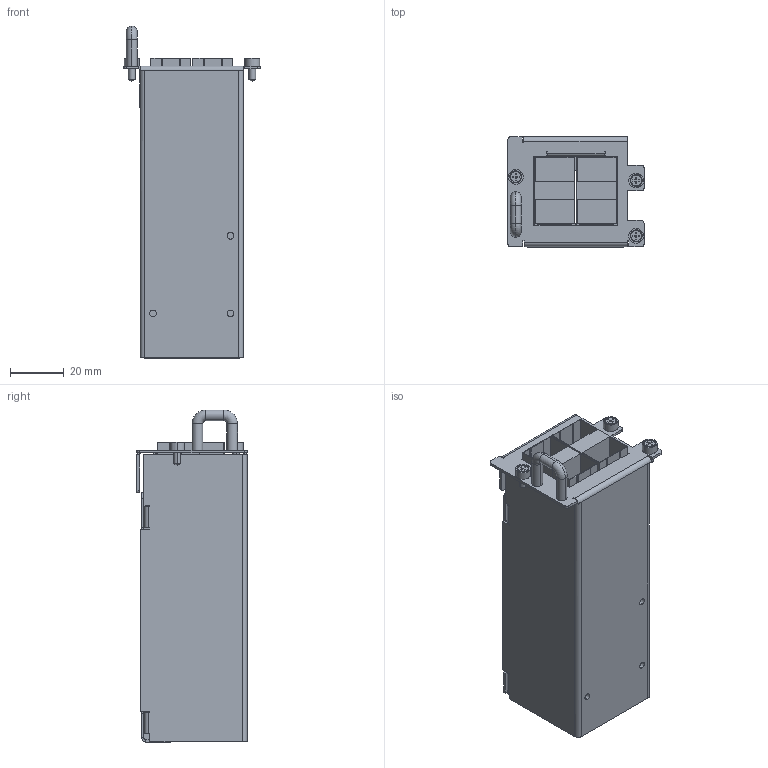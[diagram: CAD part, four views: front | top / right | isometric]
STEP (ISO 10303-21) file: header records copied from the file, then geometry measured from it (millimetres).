
FILE_DESCRIPTION((''),'2;1');
FILE_NAME('1U-4GX00_ASM','2023-11-07T16:55:45',('wangzixiong'),(''),'CREO PARAMETRIC BY PTC INC, 2021023','CREO PARAMETRIC BY PTC INC, 2021023','');
FILE_SCHEMA(('AUTOMOTIVE_DESIGN { 1 0 10303 214 1 1 1 1 }'));
Length unit declared in the file: millimetre
Products named in the file (8): 1U-4GX-0001; GPT1U0001; 1U0001; 1U0002; 00; M2-500; M2-5000_ASM; 1U-4GX00_ASM
Assembly tree (10 placements, depth 3):
  1U-4GX00_ASM
    1U-4GX-0001
    GPT1U0001  x2
    1U0001
    1U0002
    M2-5000_ASM  x3
      00
      M2-500
Bounding box: 50.8 x 41.1 x 124 mm (x, y, z)
Volume: 32427.9 mm3; surface area: 62181.7 mm2
Topology: 11 solids, 11 shells, 608 faces, 1615 edges, 1036 vertices
Faces by surface type: plane 436, cylinder 150, cone 18, torus 4
Entity records: 13298 total; most frequent: CARTESIAN_POINT 2199, DIRECTION 2174, ORIENTED_EDGE 2134, EDGE_CURVE 1067, VECTOR 820, LINE 820, VERTEX_POINT 678, AXIS2_PLACEMENT_3D 677
